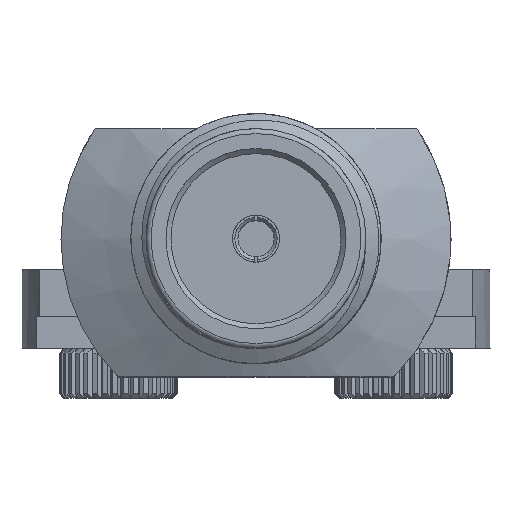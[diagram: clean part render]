
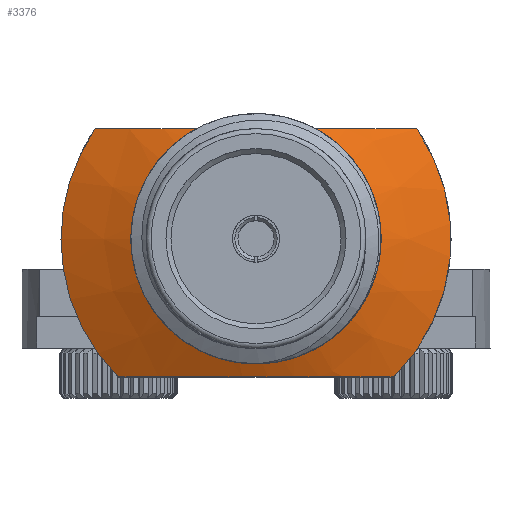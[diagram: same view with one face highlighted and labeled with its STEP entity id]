
A CAD part, top view. The second image highlights one B-rep face of the part: STEP entity #3376.
In plain terms, the highlighted conical face has half-angle 64.564 degrees and reference radius 4.95 mm.
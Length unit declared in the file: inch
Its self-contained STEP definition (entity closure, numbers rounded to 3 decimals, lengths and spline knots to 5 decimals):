
#13 = EDGE_CURVE ( 'NONE', #24988, #17027, #11662, .T. ) ;
#75 = VERTEX_POINT ( 'NONE', #22156 ) ;
#906 = CARTESIAN_POINT ( 'NONE',  ( 0.05515, 0.11024, -0.045 ) ) ;
#1888 = CARTESIAN_POINT ( 'NONE',  ( -0.04688, -0.13761, -0.05563 ) ) ;
#2380 = CARTESIAN_POINT ( 'NONE',  ( 0.11562, -0.13761, -0.07186 ) ) ;
#3376 = ADVANCED_FACE ( 'NONE', ( #18492, #11611 ), #25395, .T. ) ;
#4857 = CARTESIAN_POINT ( 'NONE',  ( 0.06866, 0.11024, -0.04826 ) ) ;
#4946 = CARTESIAN_POINT ( 'NONE',  ( -0.10864, 0.11024, -0.0596 ) ) ;
#6148 = CARTESIAN_POINT ( 'NONE',  ( 0.13799, -0.13761, -0.07939 ) ) ;
#6250 = B_SPLINE_CURVE_WITH_KNOTS ( 'NONE', 3,
 ( #23054, #16835, #24973, #4857, #906, #8806, #18771, #10806, #18864, #6875, #12907, #4946, #18964, #6960 ),
 .UNSPECIFIED., .F., .F.,
 ( 4, 2, 2, 2, 2, 2, 4 ),
 ( 0., 0.00211, 0.00317, 0.00423, 0.00529, 0.00634, 0.00846 ),
 .UNSPECIFIED. ) ;
#6261 = CARTESIAN_POINT ( 'NONE',  ( 0.16071, 0.11024, -0.07939 ) ) ;
#6485 = CARTESIAN_POINT ( 'NONE',  ( 0.02416, -0.13761, -0.05218 ) ) ;
#6875 = CARTESIAN_POINT ( 'NONE',  ( -0.05482, 0.11024, -0.04494 ) ) ;
#6960 = CARTESIAN_POINT ( 'NONE',  ( -0.16071, 0.11024, -0.07939 ) ) ;
#7562 = CARTESIAN_POINT ( 'NONE',  ( -0.10989, 0., -0.03897 ) ) ;
#8511 = CARTESIAN_POINT ( 'NONE',  ( 0.04737, -0.13761, -0.05524 ) ) ;
#8728 = CARTESIAN_POINT ( 'NONE',  ( -0.02345, -0.13761, -0.05288 ) ) ;
#8806 = CARTESIAN_POINT ( 'NONE',  ( 0.02755, 0.11024, -0.0404 ) ) ;
#8873 = VERTEX_POINT ( 'NONE', #7562 ) ;
#9829 = CIRCLE ( 'NONE', #14086, 0.10989 ) ;
#10768 = EDGE_CURVE ( 'NONE', #25863, #75, #6250, .T. ) ;
#10806 = CARTESIAN_POINT ( 'NONE',  ( -0.01385, 0.11024, -0.03914 ) ) ;
#11611 = FACE_OUTER_BOUND ( 'NONE', #15335, .T. ) ;
#11662 = B_SPLINE_CURVE_WITH_KNOTS ( 'NONE', 3,
 ( #21439, #19863, #18363, #13887, #1888, #8728, #13419, #6485, #8511, #22412, #2380, #6148 ),
 .UNSPECIFIED., .F., .F.,
 ( 4, 2, 2, 2, 2, 4 ),
 ( 0., 0.00179, 0.00269, 0.00358, 0.00537, 0.00717 ),
 .UNSPECIFIED. ) ;
#12694 = DIRECTION ( 'NONE',  ( -1., 0., 0. ) ) ;
#12753 = DIRECTION ( 'NONE',  ( 0., 0., -1. ) ) ;
#12907 = CARTESIAN_POINT ( 'NONE',  ( -0.06845, 0.11024, -0.04821 ) ) ;
#13419 = CARTESIAN_POINT ( 'NONE',  ( -0.01152, -0.13761, -0.05214 ) ) ;
#13887 = CARTESIAN_POINT ( 'NONE',  ( -0.05847, -0.13761, -0.05765 ) ) ;
#14086 = AXIS2_PLACEMENT_3D ( 'NONE', #24734, #12753, #22989 ) ;
#14359 = ORIENTED_EDGE ( 'NONE', *, *, #15214, .T. ) ;
#14631 = EDGE_CURVE ( 'NONE', #25863, #17027, #24827, .T. ) ;
#15082 = DIRECTION ( 'NONE',  ( 0., 0., -1. ) ) ;
#15214 = EDGE_CURVE ( 'NONE', #8873, #8873, #9829, .T. ) ;
#15291 = EDGE_CURVE ( 'NONE', #24988, #75, #18249, .T. ) ;
#15335 = EDGE_LOOP ( 'NONE', ( #24009, #22285, #19757, #25861 ) ) ;
#16835 = CARTESIAN_POINT ( 'NONE',  ( 0.13479, 0.11024, -0.06923 ) ) ;
#17027 = VERTEX_POINT ( 'NONE', #21167 ) ;
#17130 = AXIS2_PLACEMENT_3D ( 'NONE', #19576, #22897, #20889 ) ;
#17187 = DIRECTION ( 'NONE',  ( -1., 0., 0. ) ) ;
#18249 = CIRCLE ( 'NONE', #17130, 0.19488 ) ;
#18363 = CARTESIAN_POINT ( 'NONE',  ( -0.09294, -0.13761, -0.06508 ) ) ;
#18492 = FACE_BOUND ( 'NONE', #20772, .T. ) ;
#18771 = CARTESIAN_POINT ( 'NONE',  ( 0.01366, 0.11024, -0.03913 ) ) ;
#18864 = CARTESIAN_POINT ( 'NONE',  ( -0.02754, 0.11024, -0.0404 ) ) ;
#18964 = CARTESIAN_POINT ( 'NONE',  ( -0.13477, 0.11024, -0.06922 ) ) ;
#19576 = CARTESIAN_POINT ( 'NONE',  ( 0., 0., -0.07939 ) ) ;
#19757 = ORIENTED_EDGE ( 'NONE', *, *, #10768, .T. ) ;
#19863 = CARTESIAN_POINT ( 'NONE',  ( -0.11555, -0.13761, -0.07183 ) ) ;
#20772 = EDGE_LOOP ( 'NONE', ( #14359 ) ) ;
#20889 = DIRECTION ( 'NONE',  ( -1., 0., 0. ) ) ;
#21167 = CARTESIAN_POINT ( 'NONE',  ( 0.13799, -0.13761, -0.07939 ) ) ;
#21439 = CARTESIAN_POINT ( 'NONE',  ( -0.13799, -0.13761, -0.07939 ) ) ;
#22156 = CARTESIAN_POINT ( 'NONE',  ( -0.16071, 0.11024, -0.07939 ) ) ;
#22285 = ORIENTED_EDGE ( 'NONE', *, *, #14631, .F. ) ;
#22412 = CARTESIAN_POINT ( 'NONE',  ( 0.09309, -0.13761, -0.06513 ) ) ;
#22897 = DIRECTION ( 'NONE',  ( 0., 0., -1. ) ) ;
#22989 = DIRECTION ( 'NONE',  ( -1., 0., 0. ) ) ;
#23054 = CARTESIAN_POINT ( 'NONE',  ( 0.16071, 0.11024, -0.07939 ) ) ;
#23211 = CARTESIAN_POINT ( 'NONE',  ( 0., 0., -0.07939 ) ) ;
#23745 = CARTESIAN_POINT ( 'NONE',  ( -0.13799, -0.13761, -0.07939 ) ) ;
#24009 = ORIENTED_EDGE ( 'NONE', *, *, #13, .T. ) ;
#24681 = CARTESIAN_POINT ( 'NONE',  ( 0., 0., -0.07939 ) ) ;
#24734 = CARTESIAN_POINT ( 'NONE',  ( 0., 0., -0.03897 ) ) ;
#24827 = CIRCLE ( 'NONE', #24982, 0.19488 ) ;
#24973 = CARTESIAN_POINT ( 'NONE',  ( 0.1087, 0.11024, -0.05963 ) ) ;
#24982 = AXIS2_PLACEMENT_3D ( 'NONE', #24681, #25029, #12694 ) ;
#24988 = VERTEX_POINT ( 'NONE', #23745 ) ;
#25029 = DIRECTION ( 'NONE',  ( 0., 0., -1. ) ) ;
#25055 = AXIS2_PLACEMENT_3D ( 'NONE', #23211, #15082, #17187 ) ;
#25395 = CONICAL_SURFACE ( 'NONE', #25055, 0.19488, 1.127 ) ;
#25861 = ORIENTED_EDGE ( 'NONE', *, *, #15291, .F. ) ;
#25863 = VERTEX_POINT ( 'NONE', #6261 ) ;
